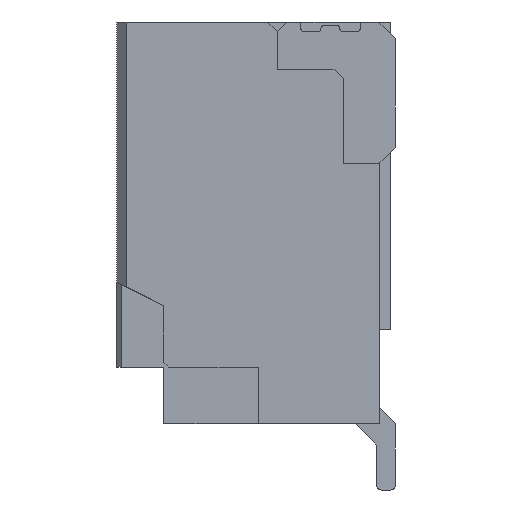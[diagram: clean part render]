
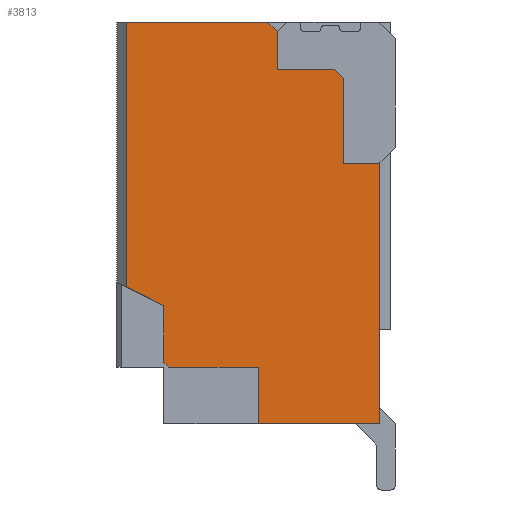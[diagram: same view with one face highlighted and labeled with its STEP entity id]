
A CAD part, left-side view. The second image highlights one B-rep face of the part: STEP entity #3813.
In plain terms, the highlighted planar face has unit normal (-1, 0, 0).
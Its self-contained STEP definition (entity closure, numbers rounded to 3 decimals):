
#3073=CARTESIAN_POINT('',(-2.,0.17,-1.775));
#3074=VERTEX_POINT('',#3073);
#3081=CARTESIAN_POINT('',(-2.,1.45,-1.775));
#3082=VERTEX_POINT('',#3081);
#3083=CARTESIAN_POINT('',(-2.,0.17,-1.775));
#3084=DIRECTION('',(0.,1.,0.));
#3085=VECTOR('',#3084,1.28);
#3086=LINE('',#3083,#3085);
#3087=EDGE_CURVE('NONE',#3074,#3082,#3086,.T.);
#3419=CARTESIAN_POINT('',(-2.,2.85,2.475));
#3420=VERTEX_POINT('',#3419);
#3427=CARTESIAN_POINT('',(-2.,1.35,2.475));
#3428=VERTEX_POINT('',#3427);
#3429=CARTESIAN_POINT('',(-2.,2.85,2.475));
#3430=DIRECTION('',(-0.,-1.,-0.));
#3431=VECTOR('',#3430,1.5);
#3432=LINE('',#3429,#3431);
#3433=EDGE_CURVE('NONE',#3420,#3428,#3432,.T.);
#3704=CARTESIAN_POINT('',(-2.,0.,0.));
#3705=DIRECTION('',(-1.,0.,0.));
#3706=DIRECTION('',(0.,0.,1.));
#3707=AXIS2_PLACEMENT_3D('',#3704,#3705,#3706);
#3708=PLANE('',#3707);
#3709=CARTESIAN_POINT('',(-2.,0.55,0.975));
#3710=VERTEX_POINT('',#3709);
#3711=CARTESIAN_POINT('',(-2.,0.55,1.875));
#3712=VERTEX_POINT('',#3711);
#3713=CARTESIAN_POINT('',(-2.,0.55,0.975));
#3714=DIRECTION('',(0.,0.,1.));
#3715=VECTOR('',#3714,0.9);
#3716=LINE('',#3713,#3715);
#3717=EDGE_CURVE('NONE',#3710,#3712,#3716,.T.);
#3718=ORIENTED_EDGE('',*,*,#3717,.T.);
#3719=CARTESIAN_POINT('',(-2.,0.65,1.975));
#3720=VERTEX_POINT('',#3719);
#3721=CARTESIAN_POINT('',(-2.,0.55,1.875));
#3722=DIRECTION('',(0.,0.707,0.707));
#3723=VECTOR('',#3722,0.141);
#3724=LINE('',#3721,#3723);
#3725=EDGE_CURVE('NONE',#3712,#3720,#3724,.T.);
#3726=ORIENTED_EDGE('',*,*,#3725,.T.);
#3727=CARTESIAN_POINT('',(-2.,1.25,1.975));
#3728=VERTEX_POINT('',#3727);
#3729=CARTESIAN_POINT('',(-2.,0.65,1.975));
#3730=DIRECTION('',(0.,1.,0.));
#3731=VECTOR('',#3730,0.6);
#3732=LINE('',#3729,#3731);
#3733=EDGE_CURVE('NONE',#3720,#3728,#3732,.T.);
#3734=ORIENTED_EDGE('',*,*,#3733,.T.);
#3735=CARTESIAN_POINT('',(-2.,1.25,2.375));
#3736=VERTEX_POINT('',#3735);
#3737=CARTESIAN_POINT('',(-2.,1.25,1.975));
#3738=DIRECTION('',(0.,0.,1.));
#3739=VECTOR('',#3738,0.4);
#3740=LINE('',#3737,#3739);
#3741=EDGE_CURVE('NONE',#3728,#3736,#3740,.T.);
#3742=ORIENTED_EDGE('',*,*,#3741,.T.);
#3743=CARTESIAN_POINT('',(-2.,1.25,2.375));
#3744=DIRECTION('',(0.,0.707,0.707));
#3745=VECTOR('',#3744,0.141);
#3746=LINE('',#3743,#3745);
#3747=EDGE_CURVE('NONE',#3736,#3428,#3746,.T.);
#3748=ORIENTED_EDGE('',*,*,#3747,.T.);
#3749=ORIENTED_EDGE('',*,*,#3433,.F.);
#3750=CARTESIAN_POINT('',(-2.,2.85,-0.325));
#3751=VERTEX_POINT('',#3750);
#3752=CARTESIAN_POINT('',(-2.,2.85,2.475));
#3753=DIRECTION('',(-0.,-0.,-1.));
#3754=VECTOR('',#3753,2.8);
#3755=LINE('',#3752,#3754);
#3756=EDGE_CURVE('NONE',#3420,#3751,#3755,.T.);
#3757=ORIENTED_EDGE('',*,*,#3756,.T.);
#3758=CARTESIAN_POINT('',(-2.,2.45,-0.525));
#3759=VERTEX_POINT('',#3758);
#3760=CARTESIAN_POINT('',(-2.,2.85,-0.325));
#3761=DIRECTION('',(0.,-0.894,-0.447));
#3762=VECTOR('',#3761,0.447);
#3763=LINE('',#3760,#3762);
#3764=EDGE_CURVE('NONE',#3751,#3759,#3763,.T.);
#3765=ORIENTED_EDGE('',*,*,#3764,.T.);
#3766=CARTESIAN_POINT('',(-2.,2.45,-1.125));
#3767=VERTEX_POINT('',#3766);
#3768=CARTESIAN_POINT('',(-2.,2.45,-1.125));
#3769=DIRECTION('',(-0.,-0.,1.));
#3770=VECTOR('',#3769,0.6);
#3771=LINE('',#3768,#3770);
#3772=EDGE_CURVE('NONE',#3767,#3759,#3771,.T.);
#3773=ORIENTED_EDGE('',*,*,#3772,.F.);
#3774=CARTESIAN_POINT('',(-2.,2.4,-1.175));
#3775=VERTEX_POINT('',#3774);
#3776=CARTESIAN_POINT('',(-2.,2.4,-1.175));
#3777=DIRECTION('',(-0.,0.707,0.707));
#3778=VECTOR('',#3777,0.071);
#3779=LINE('',#3776,#3778);
#3780=EDGE_CURVE('NONE',#3775,#3767,#3779,.T.);
#3781=ORIENTED_EDGE('',*,*,#3780,.F.);
#3782=CARTESIAN_POINT('',(-2.,1.45,-1.175));
#3783=VERTEX_POINT('',#3782);
#3784=CARTESIAN_POINT('',(-2.,1.45,-1.175));
#3785=DIRECTION('',(0.,1.,0.));
#3786=VECTOR('',#3785,0.95);
#3787=LINE('',#3784,#3786);
#3788=EDGE_CURVE('NONE',#3783,#3775,#3787,.T.);
#3789=ORIENTED_EDGE('',*,*,#3788,.F.);
#3790=CARTESIAN_POINT('',(-2.,1.45,-1.775));
#3791=DIRECTION('',(-0.,-0.,1.));
#3792=VECTOR('',#3791,0.6);
#3793=LINE('',#3790,#3792);
#3794=EDGE_CURVE('NONE',#3082,#3783,#3793,.T.);
#3795=ORIENTED_EDGE('',*,*,#3794,.F.);
#3796=ORIENTED_EDGE('',*,*,#3087,.F.);
#3797=CARTESIAN_POINT('',(-2.,0.17,0.975));
#3798=VERTEX_POINT('',#3797);
#3799=CARTESIAN_POINT('',(-2.,0.17,0.975));
#3800=DIRECTION('',(-0.,-0.,-1.));
#3801=VECTOR('',#3800,2.75);
#3802=LINE('',#3799,#3801);
#3803=EDGE_CURVE('NONE',#3798,#3074,#3802,.T.);
#3804=ORIENTED_EDGE('',*,*,#3803,.F.);
#3805=CARTESIAN_POINT('',(-2.,0.17,0.975));
#3806=DIRECTION('',(0.,1.,0.));
#3807=VECTOR('',#3806,0.38);
#3808=LINE('',#3805,#3807);
#3809=EDGE_CURVE('NONE',#3798,#3710,#3808,.T.);
#3810=ORIENTED_EDGE('',*,*,#3809,.T.);
#3811=EDGE_LOOP('',(#3718,#3726,#3734,#3742,#3748,#3749,#3757,#3765,#3773,#3781,#3789,#3795,#3796,#3804,#3810));
#3812=FACE_BOUND('',#3811,.T.);
#3813=ADVANCED_FACE('NONE',(#3812),#3708,.T.);
